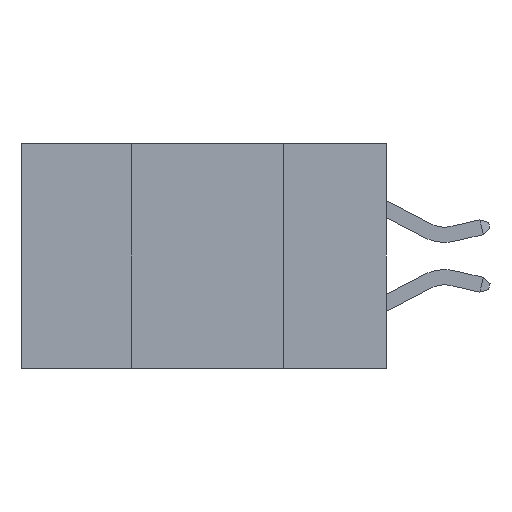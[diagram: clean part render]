
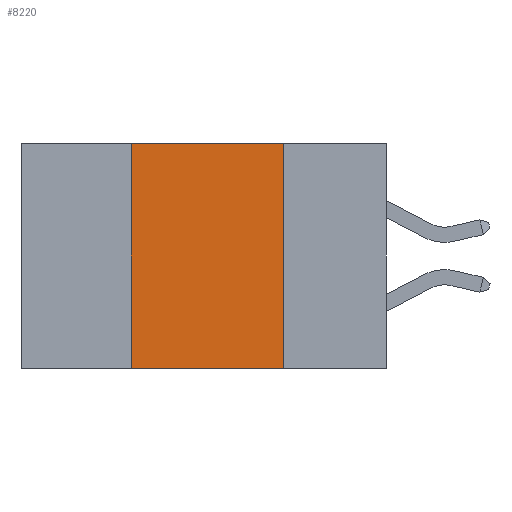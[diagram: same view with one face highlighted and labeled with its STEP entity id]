
A CAD part, left-side view. The second image highlights one B-rep face of the part: STEP entity #8220.
In plain terms, the highlighted planar face has unit normal (-1, 0, 0).
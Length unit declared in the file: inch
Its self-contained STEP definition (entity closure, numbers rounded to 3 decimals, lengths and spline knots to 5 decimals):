
#268 = DIRECTION ( 'NONE',  ( 0., -1., 0. ) ) ;
#293 = CARTESIAN_POINT ( 'NONE',  ( 0., 0.6, -0.37 ) ) ;
#970 = CARTESIAN_POINT ( 'NONE',  ( 0., 0.6, 0. ) ) ;
#1143 = DIRECTION ( 'NONE',  ( 0., -1., 0. ) ) ;
#2038 = CARTESIAN_POINT ( 'NONE',  ( 0., 0.17, -0.37 ) ) ;
#2062 = CARTESIAN_POINT ( 'NONE',  ( 0., 0.17, -0.37 ) ) ;
#2499 = LINE ( 'NONE', #970, #6656 ) ;
#3411 = ORIENTED_EDGE ( 'NONE', *, *, #17680, .F. ) ;
#3701 = EDGE_CURVE ( 'NONE', #7068, #5932, #2499, .T. ) ;
#3779 = EDGE_CURVE ( 'NONE', #14492, #9322, #4936, .T. ) ;
#4577 = CARTESIAN_POINT ( 'NONE',  ( 0., 0.42, 0. ) ) ;
#4936 = LINE ( 'NONE', #293, #11879 ) ;
#5932 = VERTEX_POINT ( 'NONE', #12611 ) ;
#6197 = ORIENTED_EDGE ( 'NONE', *, *, #3701, .F. ) ;
#6656 = VECTOR ( 'NONE', #1143, 39.37008 ) ;
#7056 = ORIENTED_EDGE ( 'NONE', *, *, #3779, .T. ) ;
#7068 = VERTEX_POINT ( 'NONE', #4577 ) ;
#7336 = VECTOR ( 'NONE', #7630, 39.37008 ) ;
#7630 = DIRECTION ( 'NONE',  ( 0., 0., -1. ) ) ;
#8220 = ADVANCED_FACE ( 'NONE', ( #15673 ), #8305, .F. ) ;
#8250 = DIRECTION ( 'NONE',  ( 1., 0., 0. ) ) ;
#8260 = DIRECTION ( 'NONE',  ( 0., 0., -1. ) ) ;
#8305 = PLANE ( 'NONE',  #9638 ) ;
#8493 = CARTESIAN_POINT ( 'NONE',  ( 0., 0.6, 0. ) ) ;
#9322 = VERTEX_POINT ( 'NONE', #2062 ) ;
#9379 = ORIENTED_EDGE ( 'NONE', *, *, #13235, .F. ) ;
#9638 = AXIS2_PLACEMENT_3D ( 'NONE', #8493, #8250, #8260 ) ;
#11630 = EDGE_LOOP ( 'NONE', ( #9379, #6197, #3411, #7056 ) ) ;
#11879 = VECTOR ( 'NONE', #268, 39.37008 ) ;
#12611 = CARTESIAN_POINT ( 'NONE',  ( 0., 0.17, 0. ) ) ;
#12919 = VECTOR ( 'NONE', #13385, 39.37008 ) ;
#13235 = EDGE_CURVE ( 'NONE', #5932, #9322, #14838, .T. ) ;
#13366 = LINE ( 'NONE', #16220, #12919 ) ;
#13385 = DIRECTION ( 'NONE',  ( 0., 0., 1. ) ) ;
#13860 = CARTESIAN_POINT ( 'NONE',  ( 0., 0.42, -0.37 ) ) ;
#14492 = VERTEX_POINT ( 'NONE', #13860 ) ;
#14838 = LINE ( 'NONE', #2038, #7336 ) ;
#15673 = FACE_OUTER_BOUND ( 'NONE', #11630, .T. ) ;
#16220 = CARTESIAN_POINT ( 'NONE',  ( 0., 0.42, -0.37 ) ) ;
#17680 = EDGE_CURVE ( 'NONE', #14492, #7068, #13366, .T. ) ;
